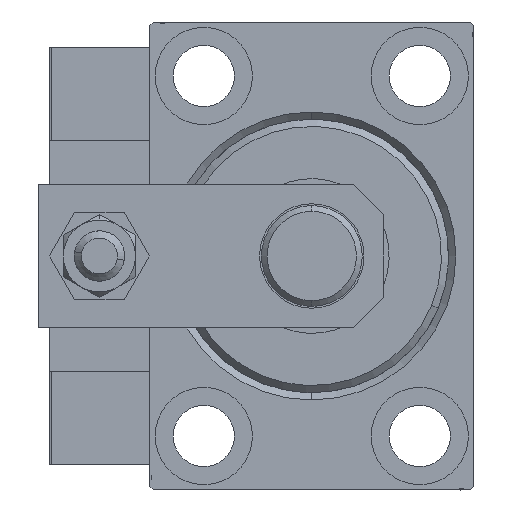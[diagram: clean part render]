
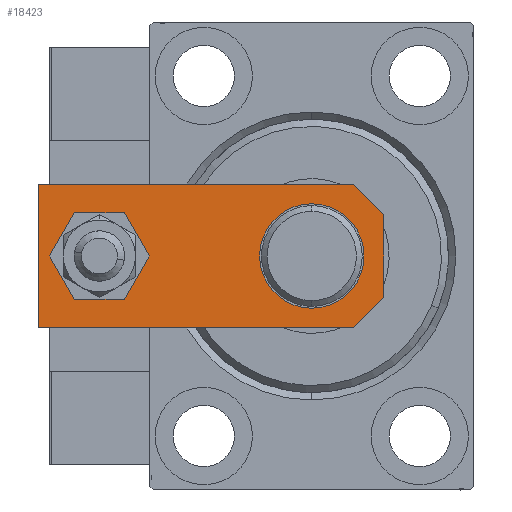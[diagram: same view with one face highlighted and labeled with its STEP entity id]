
A CAD part, left-side view. The second image highlights one B-rep face of the part: STEP entity #18423.
In plain terms, the highlighted face is planar.
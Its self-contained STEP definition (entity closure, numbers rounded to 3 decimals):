
#267 = CARTESIAN_POINT ( 'NONE',  ( 7.25, 10., 6. ) ) ;
#828 = DIRECTION ( 'NONE',  ( 1., 0., 0. ) ) ;
#890 = VECTOR ( 'NONE', #17254, 1000. ) ;
#1229 = CARTESIAN_POINT ( 'NONE',  ( -10., 48., 6. ) ) ;
#1628 = EDGE_CURVE ( 'NONE', #15086, #38252, #43485, .T. ) ;
#2032 = CARTESIAN_POINT ( 'NONE',  ( -10., 0., 6. ) ) ;
#2495 = EDGE_LOOP ( 'NONE', ( #35052, #7207 ) ) ;
#3264 = CARTESIAN_POINT ( 'NONE',  ( 4., 39.5, 6. ) ) ;
#3729 = ORIENTED_EDGE ( 'NONE', *, *, #17700, .T. ) ;
#4733 = CIRCLE ( 'NONE', #9810, 7.25 ) ;
#5641 = CARTESIAN_POINT ( 'NONE',  ( 0., 0., 6. ) ) ;
#6368 = VECTOR ( 'NONE', #30887, 1000. ) ;
#7121 = CIRCLE ( 'NONE', #17153, 7.25 ) ;
#7207 = ORIENTED_EDGE ( 'NONE', *, *, #28707, .F. ) ;
#7637 = CARTESIAN_POINT ( 'NONE',  ( 0., 10., 6. ) ) ;
#8195 = DIRECTION ( 'NONE',  ( 0., 0., 1. ) ) ;
#9810 = AXIS2_PLACEMENT_3D ( 'NONE', #33847, #37023, #13584 ) ;
#9855 = PLANE ( 'NONE',  #39256 ) ;
#10077 = EDGE_CURVE ( 'NONE', #35900, #15086, #38074, .T. ) ;
#10997 = CARTESIAN_POINT ( 'NONE',  ( -2.88, -2.88, 6. ) ) ;
#11260 = ORIENTED_EDGE ( 'NONE', *, *, #13014, .F. ) ;
#12126 = CARTESIAN_POINT ( 'NONE',  ( 0., 39.5, 6. ) ) ;
#12701 = CARTESIAN_POINT ( 'NONE',  ( -7.25, 10., 6. ) ) ;
#12931 = LINE ( 'NONE', #36627, #23254 ) ;
#13014 = EDGE_CURVE ( 'NONE', #15342, #33886, #4733, .T. ) ;
#13527 = VERTEX_POINT ( 'NONE', #43433 ) ;
#13584 = DIRECTION ( 'NONE',  ( 1., 0., 0. ) ) ;
#14304 = DIRECTION ( 'NONE',  ( 1., 0., 0. ) ) ;
#14990 = EDGE_LOOP ( 'NONE', ( #32360, #47196, #26896, #16347, #3729, #19306 ) ) ;
#15086 = VERTEX_POINT ( 'NONE', #37494 ) ;
#15342 = VERTEX_POINT ( 'NONE', #267 ) ;
#15794 = CARTESIAN_POINT ( 'NONE',  ( -5.76, 0., 6. ) ) ;
#16030 = EDGE_CURVE ( 'NONE', #44071, #35900, #39912, .T. ) ;
#16097 = EDGE_LOOP ( 'NONE', ( #48665, #11260 ) ) ;
#16347 = ORIENTED_EDGE ( 'NONE', *, *, #1628, .T. ) ;
#17153 = AXIS2_PLACEMENT_3D ( 'NONE', #7637, #39223, #43155 ) ;
#17254 = DIRECTION ( 'NONE',  ( 0., -1., 0. ) ) ;
#17700 = EDGE_CURVE ( 'NONE', #38252, #37722, #12931, .T. ) ;
#17839 = AXIS2_PLACEMENT_3D ( 'NONE', #12126, #8195, #35318 ) ;
#18423 = ADVANCED_FACE ( 'NONE', ( #50361, #49580, #18525 ), #9855, .T. ) ;
#18525 = FACE_BOUND ( 'NONE', #16097, .T. ) ;
#19306 = ORIENTED_EDGE ( 'NONE', *, *, #37793, .T. ) ;
#20035 = DIRECTION ( 'NONE',  ( 0., 0., 1. ) ) ;
#20185 = CIRCLE ( 'NONE', #47093, 4. ) ;
#20958 = LINE ( 'NONE', #1229, #890 ) ;
#22839 = DIRECTION ( 'NONE',  ( 0.707, -0.707, 0. ) ) ;
#23254 = VECTOR ( 'NONE', #48722, 1000. ) ;
#23280 = LINE ( 'NONE', #47734, #31313 ) ;
#26272 = VERTEX_POINT ( 'NONE', #44105 ) ;
#26896 = ORIENTED_EDGE ( 'NONE', *, *, #10077, .T. ) ;
#28707 = EDGE_CURVE ( 'NONE', #47877, #26272, #20185, .T. ) ;
#29207 = EDGE_CURVE ( 'NONE', #13527, #44071, #20958, .T. ) ;
#29355 = CARTESIAN_POINT ( 'NONE',  ( 10., 48., 6. ) ) ;
#30887 = DIRECTION ( 'NONE',  ( 0.707, 0.707, 0. ) ) ;
#31313 = VECTOR ( 'NONE', #44288, 1000. ) ;
#32360 = ORIENTED_EDGE ( 'NONE', *, *, #29207, .T. ) ;
#33847 = CARTESIAN_POINT ( 'NONE',  ( 0., 10., 6. ) ) ;
#33886 = VERTEX_POINT ( 'NONE', #12701 ) ;
#34139 = VECTOR ( 'NONE', #22839, 1000. ) ;
#34142 = DIRECTION ( 'NONE',  ( 1., 0., 0. ) ) ;
#35052 = ORIENTED_EDGE ( 'NONE', *, *, #38140, .F. ) ;
#35135 = CARTESIAN_POINT ( 'NONE',  ( 0., 39.5, 6. ) ) ;
#35318 = DIRECTION ( 'NONE',  ( 1., 0., 0. ) ) ;
#35900 = VERTEX_POINT ( 'NONE', #15794 ) ;
#36333 = CIRCLE ( 'NONE', #17839, 4. ) ;
#36627 = CARTESIAN_POINT ( 'NONE',  ( 10., 0., 6. ) ) ;
#37023 = DIRECTION ( 'NONE',  ( 0., 0., 1. ) ) ;
#37494 = CARTESIAN_POINT ( 'NONE',  ( 5.76, 0., 6. ) ) ;
#37722 = VERTEX_POINT ( 'NONE', #29355 ) ;
#37793 = EDGE_CURVE ( 'NONE', #37722, #13527, #23280, .T. ) ;
#38074 = LINE ( 'NONE', #2032, #45772 ) ;
#38140 = EDGE_CURVE ( 'NONE', #26272, #47877, #36333, .T. ) ;
#38252 = VERTEX_POINT ( 'NONE', #43964 ) ;
#39223 = DIRECTION ( 'NONE',  ( 0., 0., 1. ) ) ;
#39256 = AXIS2_PLACEMENT_3D ( 'NONE', #5641, #41933, #14304 ) ;
#39912 = LINE ( 'NONE', #10997, #34139 ) ;
#40011 = CARTESIAN_POINT ( 'NONE',  ( -10., 4.24, 6. ) ) ;
#41933 = DIRECTION ( 'NONE',  ( 0., 0., 1. ) ) ;
#43155 = DIRECTION ( 'NONE',  ( 1., 0., 0. ) ) ;
#43433 = CARTESIAN_POINT ( 'NONE',  ( -10., 48., 6. ) ) ;
#43485 = LINE ( 'NONE', #46929, #6368 ) ;
#43964 = CARTESIAN_POINT ( 'NONE',  ( 10., 4.24, 6. ) ) ;
#44071 = VERTEX_POINT ( 'NONE', #40011 ) ;
#44105 = CARTESIAN_POINT ( 'NONE',  ( -4., 39.5, 6. ) ) ;
#44288 = DIRECTION ( 'NONE',  ( -1., 0., 0. ) ) ;
#45772 = VECTOR ( 'NONE', #34142, 1000. ) ;
#46172 = EDGE_CURVE ( 'NONE', #33886, #15342, #7121, .T. ) ;
#46929 = CARTESIAN_POINT ( 'NONE',  ( 2.88, -2.88, 6. ) ) ;
#47093 = AXIS2_PLACEMENT_3D ( 'NONE', #35135, #20035, #828 ) ;
#47196 = ORIENTED_EDGE ( 'NONE', *, *, #16030, .T. ) ;
#47734 = CARTESIAN_POINT ( 'NONE',  ( 10., 48., 6. ) ) ;
#47877 = VERTEX_POINT ( 'NONE', #3264 ) ;
#48665 = ORIENTED_EDGE ( 'NONE', *, *, #46172, .F. ) ;
#48722 = DIRECTION ( 'NONE',  ( 0., 1., 0. ) ) ;
#49580 = FACE_OUTER_BOUND ( 'NONE', #14990, .T. ) ;
#50361 = FACE_BOUND ( 'NONE', #2495, .T. ) ;
